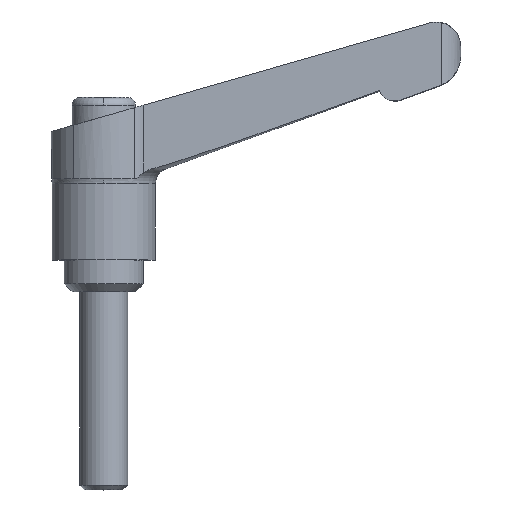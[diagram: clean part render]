
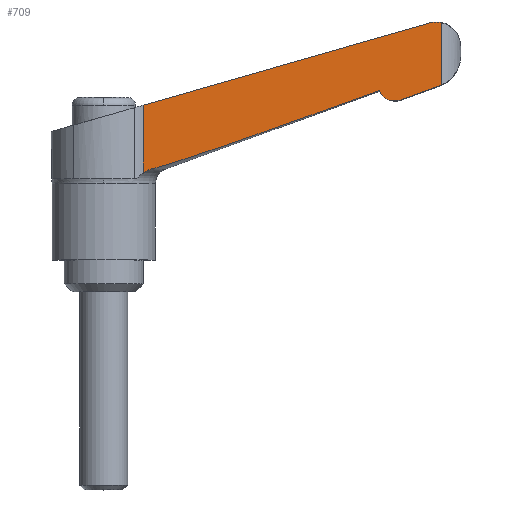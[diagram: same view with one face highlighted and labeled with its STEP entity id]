
A CAD part, top view. The second image highlights one B-rep face of the part: STEP entity #709.
In plain terms, the highlighted planar face has unit normal (0.035, 0, 0.999).
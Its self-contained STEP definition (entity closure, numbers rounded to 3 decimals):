
#309 = EDGE_CURVE( '', #643, #573, #803, .T. );
#333 = EDGE_CURVE( '', #445, #359, #829, .T. );
#353 = VERTEX_POINT( '', #850 );
#359 = VERTEX_POINT( '', #856 );
#381 = EDGE_CURVE( '', #527, #573, #879, .T. );
#405 = VERTEX_POINT( '', #903 );
#435 = EDGE_CURVE( '', #353, #653, #938, .T. );
#445 = VERTEX_POINT( '', #950 );
#475 = EDGE_CURVE( '', #527, #653, #982, .T. );
#481 = VERTEX_POINT( '', #989 );
#499 = EDGE_CURVE( '', #481, #405, #1009, .T. );
#527 = VERTEX_POINT( '', #1039 );
#551 = EDGE_CURVE( '', #405, #445, #1068, .T. );
#553 = EDGE_CURVE( '', #353, #481, #1070, .T. );
#573 = VERTEX_POINT( '', #1093 );
#641 = EDGE_CURVE( '', #359, #643, #1167, .T. );
#643 = VERTEX_POINT( '', #1169 );
#653 = VERTEX_POINT( '', #1180 );
#709 = ADVANCED_FACE( '', ( #1242 ), #1243, .F. );
#803 = LINE( '', #1346, #1347 );
#829 = ( B_SPLINE_CURVE( 2, ( #1382, #1383, #1384 ), .UNSPECIFIED., .F., .F. )B_SPLINE_CURVE_WITH_KNOTS( ( 3, 3 ), ( 0., 30.397 ), .UNSPECIFIED. )RATIONAL_B_SPLINE_CURVE( ( 1., 1.349, 1. ) )BOUNDED_CURVE(  )REPRESENTATION_ITEM( '' )GEOMETRIC_REPRESENTATION_ITEM(  )CURVE(  ) );
#850 = CARTESIAN_POINT( '', ( 42.611, 26.098, 3.662 ) );
#856 = CARTESIAN_POINT( '', ( 6.056, 15.479, 4.939 ) );
#879 = LINE( '', #1490, #1491 );
#903 = CARTESIAN_POINT( '', ( 37.365, 24.178, 3.846 ) );
#938 = LINE( '', #1576, #1577 );
#950 = CARTESIAN_POINT( '', ( 34.777, 25.373, 3.936 ) );
#982 = B_SPLINE_CURVE_WITH_KNOTS( '', 3, ( #1667, #1668, #1669, #1670, #1671, #1672, #1673, #1674, #1675, #1676 ), .UNSPECIFIED., .F., .F., ( 4, 2, 2, 2, 4 ), ( 12.59, 12.819, 13.381, 13.941, 14.115 ), .UNSPECIFIED. );
#989 = CARTESIAN_POINT( '', ( 42.207, 25.927, 3.677 ) );
#1009 = ( B_SPLINE_CURVE( 2, ( #1734, #1735, #1736 ), .UNSPECIFIED., .F., .F. )B_SPLINE_CURVE_WITH_KNOTS( ( 3, 3 ), ( 0., 5.151 ), .UNSPECIFIED. )RATIONAL_B_SPLINE_CURVE( ( 1., 1.002, 1. ) )BOUNDED_CURVE(  )REPRESENTATION_ITEM( '' )GEOMETRIC_REPRESENTATION_ITEM(  )CURVE(  ) );
#1039 = CARTESIAN_POINT( '', ( 41.52, 34.002, 3.701 ) );
#1068 = B_SPLINE_CURVE_WITH_KNOTS( '', 3, ( #1821, #1822, #1823, #1824, #1825, #1826, #1827, #1828, #1829, #1830, #1831, #1832, #1833, #1834, #1835, #1836, #1837, #1838, #1839, #1840 ), .UNSPECIFIED., .F., .F., ( 4, 2, 2, 2, 2, 2, 2, 2, 2, 4 ), ( 2.315, 2.601, 2.976, 3.351, 3.726, 4.1, 4.473, 4.844, 5.215, 5.298 ), .UNSPECIFIED. );
#1070 = B_SPLINE_CURVE_WITH_KNOTS( '', 3, ( #1843, #1844, #1845, #1846, #1847, #1848 ), .UNSPECIFIED., .F., .F., ( 4, 2, 4 ), ( 4.198, 4.45, 4.626 ), .UNSPECIFIED. );
#1093 = CARTESIAN_POINT( '', ( 4.96, 23.518, 4.977 ) );
#1167 = B_SPLINE_CURVE_WITH_KNOTS( '', 3, ( #1977, #1978, #1979, #1980, #1981, #1982, #1983, #1984 ), .UNSPECIFIED., .F., .F., ( 4, 2, 2, 4 ), ( 4.101, 4.299, 4.805, 5.256 ), .UNSPECIFIED. );
#1169 = CARTESIAN_POINT( '', ( 4.96, 14.953, 4.977 ) );
#1180 = CARTESIAN_POINT( '', ( 42.611, 33.919, 3.662 ) );
#1242 = FACE_OUTER_BOUND( '', #2104, .T. );
#1243 = PLANE( '', #2105 );
#1346 = CARTESIAN_POINT( '', ( 4.96, 0., 4.977 ) );
#1347 = VECTOR( '', #2263, 1. );
#1382 = CARTESIAN_POINT( '', ( 34.777, 25.373, 3.936 ) );
#1383 = CARTESIAN_POINT( '', ( 11.299, 16.916, 4.756 ) );
#1384 = CARTESIAN_POINT( '', ( 6.056, 15.479, 4.939 ) );
#1490 = CARTESIAN_POINT( '', ( -4.505, 20.804, 5.308 ) );
#1491 = VECTOR( '', #2343, 1. );
#1576 = CARTESIAN_POINT( '', ( 42.611, 0., 3.662 ) );
#1577 = VECTOR( '', #2402, 1. );
#1667 = CARTESIAN_POINT( '', ( 41.004, 33.903, 3.719 ) );
#1668 = CARTESIAN_POINT( '', ( 41.083, 33.925, 3.716 ) );
#1669 = CARTESIAN_POINT( '', ( 41.164, 33.945, 3.713 ) );
#1670 = CARTESIAN_POINT( '', ( 41.446, 34.001, 3.703 ) );
#1671 = CARTESIAN_POINT( '', ( 41.65, 34.019, 3.696 ) );
#1672 = CARTESIAN_POINT( '', ( 42.023, 34.019, 3.683 ) );
#1673 = CARTESIAN_POINT( '', ( 42.227, 34.001, 3.676 ) );
#1674 = CARTESIAN_POINT( '', ( 42.489, 33.949, 3.667 ) );
#1675 = CARTESIAN_POINT( '', ( 42.55, 33.935, 3.665 ) );
#1676 = CARTESIAN_POINT( '', ( 42.611, 33.919, 3.662 ) );
#1734 = CARTESIAN_POINT( '', ( 42.207, 25.927, 3.677 ) );
#1735 = CARTESIAN_POINT( '', ( 39.641, 24.999, 3.766 ) );
#1736 = CARTESIAN_POINT( '', ( 37.365, 24.178, 3.846 ) );
#1821 = CARTESIAN_POINT( '', ( 37.365, 24.178, 3.846 ) );
#1822 = CARTESIAN_POINT( '', ( 37.272, 24.144, 3.849 ) );
#1823 = CARTESIAN_POINT( '', ( 37.172, 24.116, 3.852 ) );
#1824 = CARTESIAN_POINT( '', ( 36.936, 24.069, 3.861 ) );
#1825 = CARTESIAN_POINT( '', ( 36.8, 24.057, 3.865 ) );
#1826 = CARTESIAN_POINT( '', ( 36.55, 24.057, 3.874 ) );
#1827 = CARTESIAN_POINT( '', ( 36.413, 24.069, 3.879 ) );
#1828 = CARTESIAN_POINT( '', ( 36.146, 24.122, 3.888 ) );
#1829 = CARTESIAN_POINT( '', ( 36.015, 24.163, 3.893 ) );
#1830 = CARTESIAN_POINT( '', ( 35.784, 24.258, 3.901 ) );
#1831 = CARTESIAN_POINT( '', ( 35.663, 24.321, 3.905 ) );
#1832 = CARTESIAN_POINT( '', ( 35.437, 24.471, 3.913 ) );
#1833 = CARTESIAN_POINT( '', ( 35.332, 24.558, 3.917 ) );
#1834 = CARTESIAN_POINT( '', ( 35.156, 24.733, 3.923 ) );
#1835 = CARTESIAN_POINT( '', ( 35.069, 24.837, 3.926 ) );
#1836 = CARTESIAN_POINT( '', ( 34.919, 25.061, 3.931 ) );
#1837 = CARTESIAN_POINT( '', ( 34.855, 25.181, 3.933 ) );
#1838 = CARTESIAN_POINT( '', ( 34.797, 25.32, 3.935 ) );
#1839 = CARTESIAN_POINT( '', ( 34.787, 25.346, 3.936 ) );
#1840 = CARTESIAN_POINT( '', ( 34.777, 25.373, 3.936 ) );
#1843 = CARTESIAN_POINT( '', ( 42.611, 26.098, 3.662 ) );
#1844 = CARTESIAN_POINT( '', ( 42.532, 26.059, 3.665 ) );
#1845 = CARTESIAN_POINT( '', ( 42.453, 26.024, 3.668 ) );
#1846 = CARTESIAN_POINT( '', ( 42.321, 25.969, 3.673 ) );
#1847 = CARTESIAN_POINT( '', ( 42.265, 25.947, 3.675 ) );
#1848 = CARTESIAN_POINT( '', ( 42.207, 25.927, 3.677 ) );
#1977 = CARTESIAN_POINT( '', ( 6.056, 15.479, 4.939 ) );
#1978 = CARTESIAN_POINT( '', ( 5.989, 15.461, 4.941 ) );
#1979 = CARTESIAN_POINT( '', ( 5.924, 15.44, 4.944 ) );
#1980 = CARTESIAN_POINT( '', ( 5.701, 15.365, 4.951 ) );
#1981 = CARTESIAN_POINT( '', ( 5.53, 15.294, 4.957 ) );
#1982 = CARTESIAN_POINT( '', ( 5.222, 15.132, 4.968 ) );
#1983 = CARTESIAN_POINT( '', ( 5.083, 15.044, 4.973 ) );
#1984 = CARTESIAN_POINT( '', ( 4.96, 14.953, 4.977 ) );
#2104 = EDGE_LOOP( '', ( #2742, #2743, #2744, #2745, #2746, #2747, #2748, #2749, #2750 ) );
#2105 = AXIS2_PLACEMENT_3D( '', #2751, #2752, #2753 );
#2263 = DIRECTION( '', ( 0., 1., 0. ) );
#2343 = DIRECTION( '', ( -0.961, -0.275, 0.034 ) );
#2402 = DIRECTION( '', ( 0., 1., 0. ) );
#2742 = ORIENTED_EDGE( '', *, *, #381, .T. );
#2743 = ORIENTED_EDGE( '', *, *, #309, .F. );
#2744 = ORIENTED_EDGE( '', *, *, #641, .F. );
#2745 = ORIENTED_EDGE( '', *, *, #333, .F. );
#2746 = ORIENTED_EDGE( '', *, *, #551, .F. );
#2747 = ORIENTED_EDGE( '', *, *, #499, .F. );
#2748 = ORIENTED_EDGE( '', *, *, #553, .F. );
#2749 = ORIENTED_EDGE( '', *, *, #435, .T. );
#2750 = ORIENTED_EDGE( '', *, *, #475, .F. );
#2751 = CARTESIAN_POINT( '', ( 4.96, 0., 4.977 ) );
#2752 = DIRECTION( '', ( -0.035, 0., -0.999 ) );
#2753 = DIRECTION( '', ( -0.999, 0., 0.035 ) );
